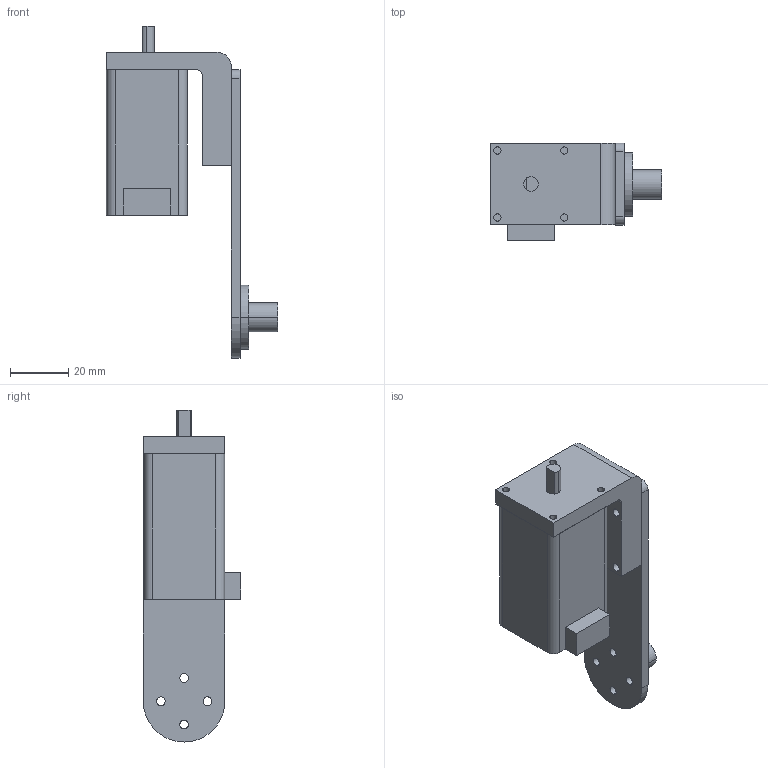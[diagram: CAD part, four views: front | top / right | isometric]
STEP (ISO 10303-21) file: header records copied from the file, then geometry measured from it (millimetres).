
FILE_DESCRIPTION (( 'STEP AP214' ), '1' );
FILE_NAME ('Öá4-new.STEP', '2024-06-29T07:43:43', ( '' ), ( '' ), 'SwSTEP 2.0', 'SolidWorks 2021', '' );
FILE_SCHEMA (( 'AUTOMOTIVE_DESIGN' ));
Length unit declared in the file: millimetre
Products named in the file (5): 粣4-2; 楊擘薊粣ん-5mm; 28祭輛萇儂-28mm詢; 粣4-new; 粣4-1
Assembly tree (4 placements, depth 2):
  粣4-new
    楊擘薊粣ん-5mm
    粣4-1
    粣4-2
    28祭輛萇儂-28mm詢
Bounding box: 59 x 33.4 x 114 mm (x, y, z)
Volume: 64602.5 mm3; surface area: 21759.1 mm2
Topology: 4 solids, 4 shells, 112 faces, 286 edges, 190 vertices
Faces by surface type: cylinder 77, plane 35
Entity records: 3993 total; most frequent: DIRECTION 678, CARTESIAN_POINT 595, ORIENTED_EDGE 572, EDGE_CURVE 286, AXIS2_PLACEMENT_3D 273, VERTEX_POINT 190, EDGE_LOOP 168, CIRCLE 154
